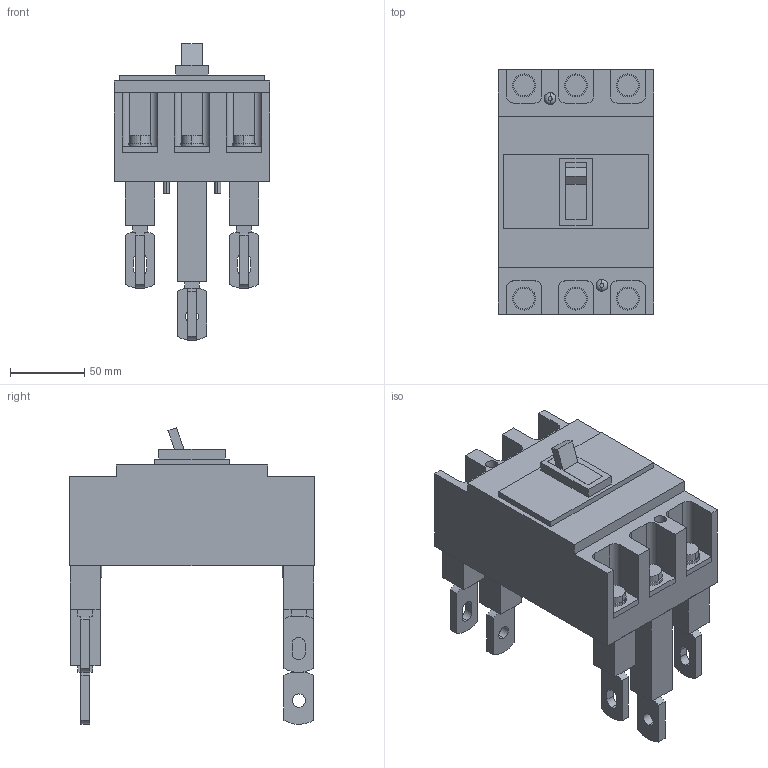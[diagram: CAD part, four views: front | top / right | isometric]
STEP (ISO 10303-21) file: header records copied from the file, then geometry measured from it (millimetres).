
FILE_DESCRIPTION(('CoCreate Modeling STEP Export'),'2;1');
FILE_NAME('Ｓ２５０ＳＦ３Ｒ.stp','2012-03-23T15:29:33',(''),(''),'CoCreate Modeling STEP processor for AP214 (Solid Model)','CoCreate Modeling 17.0 01-Apr-2010 (C) Parametric Technology GmbH','');
FILE_SCHEMA(('AUTOMOTIVE_DESIGN { 1 0 10303 214 1 1 1 1 }'));
Length unit declared in the file: millimetre
Products named in the file (5): p4.1; p3; p1; p2.3; Ｓ２５０ＳＦ３Ｒ
Assembly tree (15 placements, depth 2):
  Ｓ２５０ＳＦ３Ｒ
    p4.1  x6
    p2.3  x6
    p1
    p3  x2
Bounding box: 105 x 165 x 200.15 mm (x, y, z)
Volume: 1165370.7 mm3; surface area: 135813.2 mm2
Topology: 15 solids, 15 shells, 377 faces, 922 edges, 612 vertices
Faces by surface type: plane 229, cylinder 144, torus 4
Entity records: 8441 total; most frequent: ORIENTED_EDGE 1392, CARTESIAN_POINT 1302, DIRECTION 1190, EDGE_CURVE 696, VECTOR 490, LINE 490, VERTEX_POINT 462, AXIS2_PLACEMENT_3D 350
